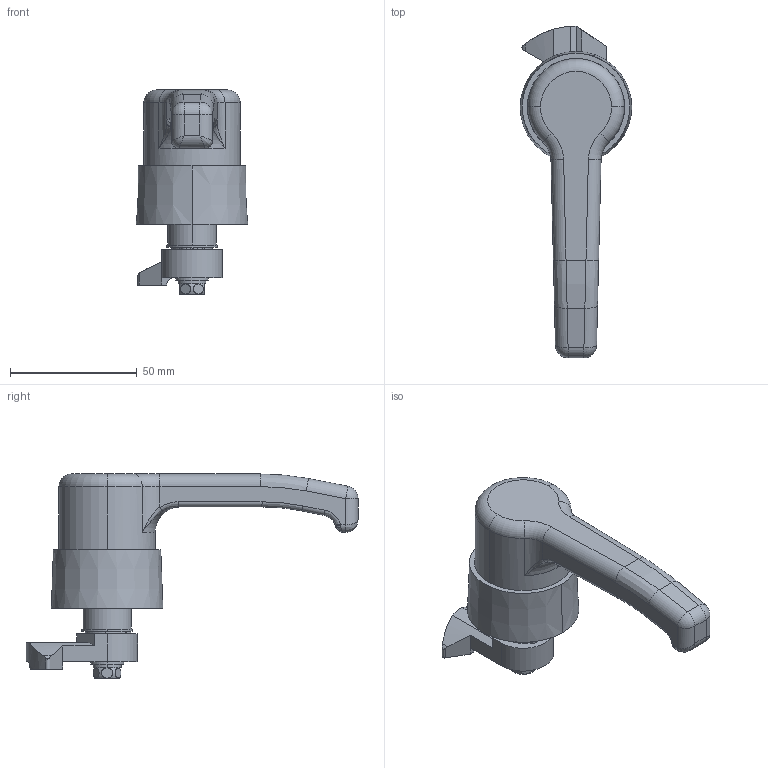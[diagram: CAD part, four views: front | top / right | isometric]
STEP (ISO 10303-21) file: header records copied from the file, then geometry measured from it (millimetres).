
FILE_DESCRIPTION (( 'STEP AP203' ), '1' );
FILE_NAME ('FA-682-2-L.STEP', '2023-10-06T06:45:51', ( '' ), ( '' ), 'SwSTEP 2.0', 'SolidWorks 2021', '' );
FILE_SCHEMA (( 'CONFIG_CONTROL_DESIGN' ));
Length unit declared in the file: millimetre
Products named in the file (7): FA-682-2_ハンドル_; 十字穴付き六角ボルトM6×15_M6×15; FA-682-2_ベース_; FA-682-2_ワッシャー_; FA-682-2-L_止め金_; Φ13用C形止め輪; FA-682-2-L
Assembly tree (6 placements, depth 2):
  FA-682-2-L
    FA-682-2_ベース_
    FA-682-2_ハンドル_
    FA-682-2_ワッシャー_
    FA-682-2-L_止め金_
    十字穴付き六角ボルトM6×15_M6×15
    Φ13用C形止め輪
Bounding box: 44 x 131 x 80.53 mm (x, y, z)
Volume: 97554.7 mm3; surface area: 26092.6 mm2
Topology: 6 solids, 6 shells, 228 faces, 523 edges, 322 vertices
Faces by surface type: cylinder 96, plane 93, bspline 18, torus 13, cone 6, sphere 2
Entity records: 7908 total; most frequent: CARTESIAN_POINT 2054, DIRECTION 1127, ORIENTED_EDGE 1034, EDGE_CURVE 517, AXIS2_PLACEMENT_3D 447, VERTEX_POINT 322, EDGE_LOOP 259, VECTOR 233
